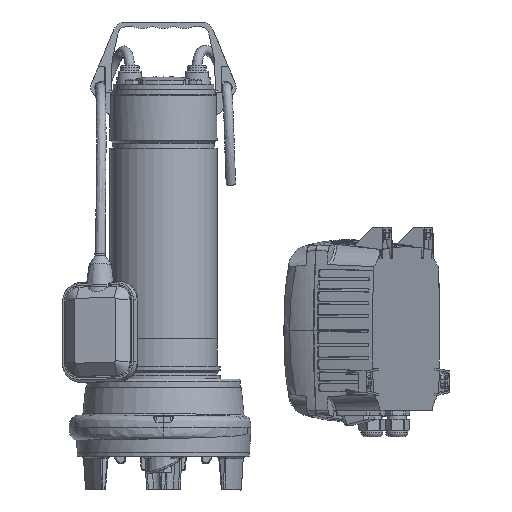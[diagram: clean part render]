
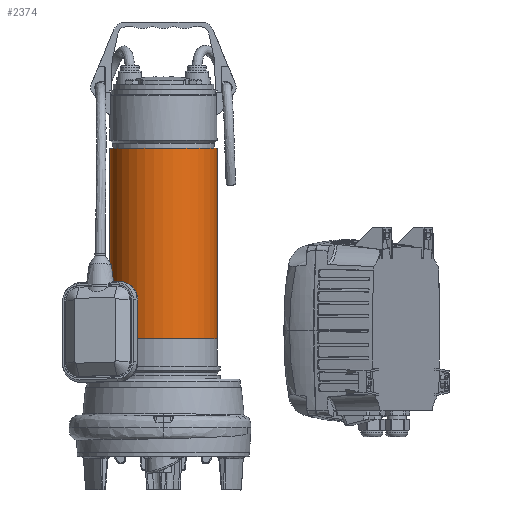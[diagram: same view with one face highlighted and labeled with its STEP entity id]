
A CAD part, left-side view. The second image highlights one B-rep face of the part: STEP entity #2374.
In plain terms, the highlighted cylindrical face has radius 56 mm (diameter 112 mm), a full revolution.
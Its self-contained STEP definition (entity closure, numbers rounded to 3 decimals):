
#2315=CARTESIAN_POINT('',(-56.,0.002,322.));
#2316=VERTEX_POINT('',#2315);
#2317=CARTESIAN_POINT('',(56.,-0.002,322.));
#2318=VERTEX_POINT('',#2317);
#2319=CARTESIAN_POINT('',(0.,0.,322.));
#2320=DIRECTION('',(0.,0.,-1.0));
#2321=DIRECTION('',(0.,-1.,0.));
#2322=AXIS2_PLACEMENT_3D('',#2319,#2320,#2321);
#2323=CIRCLE('',#2322,56.);
#2324=EDGE_CURVE('',#2316,#2318,#2323,.T.);
#2326=CARTESIAN_POINT('',(0.,0.,322.));
#2327=DIRECTION('',(0.,0.,-1.0));
#2328=DIRECTION('',(0.,-1.,0.));
#2329=AXIS2_PLACEMENT_3D('',#2326,#2327,#2328);
#2330=CIRCLE('',#2329,56.);
#2331=EDGE_CURVE('',#2318,#2316,#2330,.T.);
#2340=CARTESIAN_POINT('',(0.,0.,322.));
#2341=DIRECTION('',(0.,0.,-1.0));
#2342=DIRECTION('',(1.,0.,0.));
#2343=AXIS2_PLACEMENT_3D('',#2340,#2341,#2342);
#2344=CYLINDRICAL_SURFACE('',#2343,56.);
#2345=ORIENTED_EDGE('',*,*,#2331,.T.);
#2346=ORIENTED_EDGE('',*,*,#2324,.T.);
#2347=CARTESIAN_POINT('',(56.,-0.002,123.));
#2348=VERTEX_POINT('',#2347);
#2349=CARTESIAN_POINT('',(56.,-0.002,322.));
#2350=DIRECTION('',(0.,0.,-1.0));
#2351=VECTOR('',#2350,199.0);
#2352=LINE('',#2349,#2351);
#2353=EDGE_CURVE('',#2318,#2348,#2352,.T.);
#2354=ORIENTED_EDGE('',*,*,#2353,.T.);
#2355=CARTESIAN_POINT('',(-56.,0.002,123.));
#2356=VERTEX_POINT('',#2355);
#2357=CARTESIAN_POINT('',(0.,0.,123.));
#2358=DIRECTION('',(0.,0.,-1.0));
#2359=DIRECTION('',(0.,-1.,0.));
#2360=AXIS2_PLACEMENT_3D('',#2357,#2358,#2359);
#2361=CIRCLE('',#2360,56.);
#2362=EDGE_CURVE('',#2356,#2348,#2361,.T.);
#2363=ORIENTED_EDGE('',*,*,#2362,.F.);
#2364=CARTESIAN_POINT('',(0.,0.,123.));
#2365=DIRECTION('',(0.,0.,-1.0));
#2366=DIRECTION('',(0.,-1.,0.));
#2367=AXIS2_PLACEMENT_3D('',#2364,#2365,#2366);
#2368=CIRCLE('',#2367,56.);
#2369=EDGE_CURVE('',#2348,#2356,#2368,.T.);
#2370=ORIENTED_EDGE('',*,*,#2369,.F.);
#2371=ORIENTED_EDGE('',*,*,#2353,.F.);
#2372=EDGE_LOOP('',(#2345,#2346,#2354,#2363,#2370,#2371));
#2373=FACE_OUTER_BOUND('',#2372,.T.);
#2374=ADVANCED_FACE('',(#2373),#2344,.T.);
